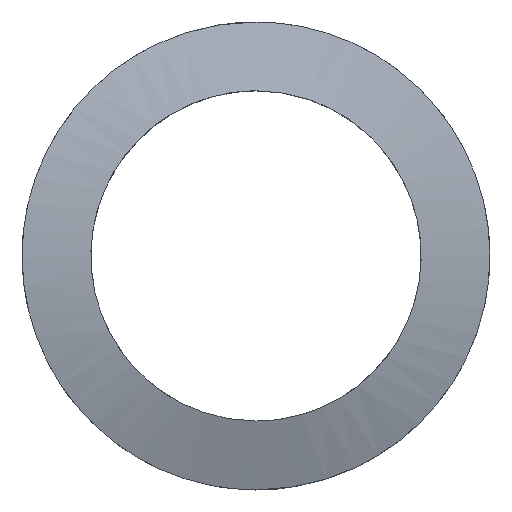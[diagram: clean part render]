
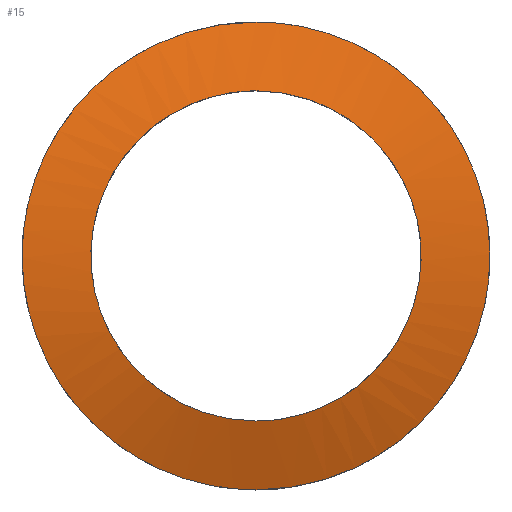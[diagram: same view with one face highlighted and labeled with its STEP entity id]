
A CAD part, top view. The second image highlights one B-rep face of the part: STEP entity #15.
In plain terms, the highlighted free-form (B-spline) face has degree [2, 1] with [5, 2] control points.
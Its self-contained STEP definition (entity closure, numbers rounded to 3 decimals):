
#15=ADVANCED_FACE('',(#23,#21),#94,.T.);
#21=FACE_BOUND('',#30,.T.);
#23=FACE_OUTER_BOUND('',#29,.T.);
#29=EDGE_LOOP('',(#37,#38));
#30=EDGE_LOOP('',(#39,#40));
#37=ORIENTED_EDGE('',*,*,#61,.T.);
#38=ORIENTED_EDGE('',*,*,#62,.T.);
#39=ORIENTED_EDGE('',*,*,#63,.T.);
#40=ORIENTED_EDGE('',*,*,#71,.T.);
#61=EDGE_CURVE('',#85,#86,#81,.T.);
#62=EDGE_CURVE('',#86,#85,#82,.T.);
#63=EDGE_CURVE('',#87,#92,#83,.T.);
#71=EDGE_CURVE('',#92,#87,#84,.T.);
#81=B_SPLINE_CURVE_WITH_KNOTS('',3,(#186,#187,#188,#189,#190,#191,#192,
#193,#194,#195,#196,#197,#198,#199,#200,#201,#202,#203,#204,#205,#206),
 .UNSPECIFIED.,.F.,.F.,(4,2,3,2,3,2,3,2,4),(0.,2.043,4.076,
6.109,8.149,10.188,12.221,14.254,
16.297),.UNSPECIFIED.);
#82=B_SPLINE_CURVE_WITH_KNOTS('',3,(#207,#208,#209,#210,#211,#212,#213,
#214,#215,#216,#217,#218,#219,#220,#221,#222,#223,#224,#225,#226,#227),
 .UNSPECIFIED.,.F.,.F.,(4,2,3,2,3,2,3,2,4),(0.,2.043,4.076,
6.109,8.149,10.188,12.221,14.254,
16.297),.UNSPECIFIED.);
#83=B_SPLINE_CURVE_WITH_KNOTS('',3,(#228,#229,#230,#231,#232,#233,#234,
#235,#236,#237,#238,#239,#240,#241,#242,#243,#244,#245,#246,#247,#248),
 .UNSPECIFIED.,.F.,.F.,(4,2,3,2,3,2,3,2,4),(0.,1.432,2.86,
4.289,5.72,7.151,8.58,10.008,
11.44),.UNSPECIFIED.);
#84=B_SPLINE_CURVE_WITH_KNOTS('',3,(#272,#273,#274,#275,#276,#277,#278,
#279,#280,#281,#282,#283,#284,#285,#286,#287,#288,#289,#290,#291,#292),
 .UNSPECIFIED.,.F.,.F.,(4,2,3,2,3,2,3,2,4),(11.44,12.872,
14.3,15.729,17.16,18.591,20.02,
21.448,22.88),.UNSPECIFIED.);
#85=VERTEX_POINT('',#178);
#86=VERTEX_POINT('',#179);
#87=VERTEX_POINT('',#180);
#92=VERTEX_POINT('',#185);
#94=(
BOUNDED_SURFACE()
B_SPLINE_SURFACE(2,1,((#127,#128),(#129,#130),(#131,#132),(#133,#134),(#135,
#136)),.UNSPECIFIED.,.F.,.F.,.F.)
B_SPLINE_SURFACE_WITH_KNOTS((3,2,3),(2,2),(-217.304,-200.811,
-184.317),(0.,42.897),.UNSPECIFIED.)
GEOMETRIC_REPRESENTATION_ITEM()
RATIONAL_B_SPLINE_SURFACE(((1.,1.),(0.707,0.707),
(1.,1.),(0.707,0.707),(1.,1.)))
REPRESENTATION_ITEM('')
SURFACE()
);
#127=CARTESIAN_POINT('',(-0.503,-11.5,1.05));
#128=CARTESIAN_POINT('',(-43.399,-11.5,1.05));
#129=CARTESIAN_POINT('',(-0.503,-11.5,11.05));
#130=CARTESIAN_POINT('',(-43.399,-11.5,11.05));
#131=CARTESIAN_POINT('',(-0.503,0.,11.05));
#132=CARTESIAN_POINT('',(-43.399,0.,11.05));
#133=CARTESIAN_POINT('',(-0.503,11.5,11.05));
#134=CARTESIAN_POINT('',(-43.399,11.5,11.05));
#135=CARTESIAN_POINT('',(-0.503,11.5,1.05));
#136=CARTESIAN_POINT('',(-43.399,11.5,1.05));
#178=CARTESIAN_POINT('',(-10.684,-5.1,10.013));
#179=CARTESIAN_POINT('',(-10.684,5.1,10.013));
#180=CARTESIAN_POINT('',(-10.684,3.6,10.547));
#185=CARTESIAN_POINT('',(-10.684,-3.6,10.547));
#186=CARTESIAN_POINT('',(-10.684,-5.1,10.013));
#187=CARTESIAN_POINT('',(-10.004,-5.1,10.013));
#188=CARTESIAN_POINT('',(-9.339,-4.965,10.073));
#189=CARTESIAN_POINT('',(-8.102,-4.449,10.275));
#190=CARTESIAN_POINT('',(-7.546,-4.074,10.411));
#191=CARTESIAN_POINT('',(-7.078,-3.606,10.546));
#192=CARTESIAN_POINT('',(-6.61,-3.138,10.68));
#193=CARTESIAN_POINT('',(-6.235,-2.582,10.81));
#194=CARTESIAN_POINT('',(-5.719,-1.345,10.996));
#195=CARTESIAN_POINT('',(-5.584,-0.678,11.05));
#196=CARTESIAN_POINT('',(-5.584,0.,11.05));
#197=CARTESIAN_POINT('',(-5.584,0.678,11.05));
#198=CARTESIAN_POINT('',(-5.719,1.345,10.996));
#199=CARTESIAN_POINT('',(-6.235,2.582,10.81));
#200=CARTESIAN_POINT('',(-6.61,3.138,10.68));
#201=CARTESIAN_POINT('',(-7.078,3.606,10.546));
#202=CARTESIAN_POINT('',(-7.546,4.074,10.411));
#203=CARTESIAN_POINT('',(-8.102,4.449,10.275));
#204=CARTESIAN_POINT('',(-9.339,4.965,10.073));
#205=CARTESIAN_POINT('',(-10.004,5.1,10.013));
#206=CARTESIAN_POINT('',(-10.684,5.1,10.013));
#207=CARTESIAN_POINT('',(-10.684,5.1,10.013));
#208=CARTESIAN_POINT('',(-11.364,5.1,10.013));
#209=CARTESIAN_POINT('',(-12.029,4.965,10.073));
#210=CARTESIAN_POINT('',(-13.265,4.449,10.275));
#211=CARTESIAN_POINT('',(-13.822,4.074,10.411));
#212=CARTESIAN_POINT('',(-14.29,3.606,10.546));
#213=CARTESIAN_POINT('',(-14.758,3.138,10.68));
#214=CARTESIAN_POINT('',(-15.133,2.582,10.81));
#215=CARTESIAN_POINT('',(-15.649,1.345,10.996));
#216=CARTESIAN_POINT('',(-15.784,0.678,11.05));
#217=CARTESIAN_POINT('',(-15.784,0.,11.05));
#218=CARTESIAN_POINT('',(-15.784,-0.678,11.05));
#219=CARTESIAN_POINT('',(-15.649,-1.345,10.996));
#220=CARTESIAN_POINT('',(-15.133,-2.582,10.81));
#221=CARTESIAN_POINT('',(-14.758,-3.138,10.68));
#222=CARTESIAN_POINT('',(-14.29,-3.606,10.546));
#223=CARTESIAN_POINT('',(-13.822,-4.074,10.411));
#224=CARTESIAN_POINT('',(-13.265,-4.449,10.275));
#225=CARTESIAN_POINT('',(-12.029,-4.965,10.073));
#226=CARTESIAN_POINT('',(-11.364,-5.1,10.013));
#227=CARTESIAN_POINT('',(-10.684,-5.1,10.013));
#228=CARTESIAN_POINT('',(-10.684,3.6,10.547));
#229=CARTESIAN_POINT('',(-10.208,3.6,10.547));
#230=CARTESIAN_POINT('',(-9.739,3.506,10.575));
#231=CARTESIAN_POINT('',(-8.866,3.143,10.671));
#232=CARTESIAN_POINT('',(-8.471,2.878,10.736));
#233=CARTESIAN_POINT('',(-8.138,2.546,10.802));
#234=CARTESIAN_POINT('',(-7.806,2.213,10.868));
#235=CARTESIAN_POINT('',(-7.541,1.818,10.932));
#236=CARTESIAN_POINT('',(-7.178,0.945,11.024));
#237=CARTESIAN_POINT('',(-7.084,0.476,11.05));
#238=CARTESIAN_POINT('',(-7.084,0.,11.05));
#239=CARTESIAN_POINT('',(-7.084,-0.476,11.05));
#240=CARTESIAN_POINT('',(-7.178,-0.945,11.024));
#241=CARTESIAN_POINT('',(-7.541,-1.818,10.932));
#242=CARTESIAN_POINT('',(-7.806,-2.213,10.868));
#243=CARTESIAN_POINT('',(-8.138,-2.546,10.802));
#244=CARTESIAN_POINT('',(-8.471,-2.878,10.736));
#245=CARTESIAN_POINT('',(-8.866,-3.143,10.671));
#246=CARTESIAN_POINT('',(-9.739,-3.506,10.575));
#247=CARTESIAN_POINT('',(-10.208,-3.6,10.547));
#248=CARTESIAN_POINT('',(-10.684,-3.6,10.547));
#272=CARTESIAN_POINT('',(-10.684,-3.6,10.547));
#273=CARTESIAN_POINT('',(-11.16,-3.6,10.547));
#274=CARTESIAN_POINT('',(-11.629,-3.506,10.575));
#275=CARTESIAN_POINT('',(-12.502,-3.143,10.671));
#276=CARTESIAN_POINT('',(-12.897,-2.878,10.736));
#277=CARTESIAN_POINT('',(-13.23,-2.546,10.802));
#278=CARTESIAN_POINT('',(-13.562,-2.213,10.868));
#279=CARTESIAN_POINT('',(-13.827,-1.818,10.932));
#280=CARTESIAN_POINT('',(-14.19,-0.945,11.024));
#281=CARTESIAN_POINT('',(-14.284,-0.476,11.05));
#282=CARTESIAN_POINT('',(-14.284,0.,11.05));
#283=CARTESIAN_POINT('',(-14.284,0.476,11.05));
#284=CARTESIAN_POINT('',(-14.19,0.945,11.024));
#285=CARTESIAN_POINT('',(-13.827,1.818,10.932));
#286=CARTESIAN_POINT('',(-13.562,2.213,10.868));
#287=CARTESIAN_POINT('',(-13.23,2.546,10.802));
#288=CARTESIAN_POINT('',(-12.897,2.878,10.736));
#289=CARTESIAN_POINT('',(-12.502,3.143,10.671));
#290=CARTESIAN_POINT('',(-11.629,3.506,10.575));
#291=CARTESIAN_POINT('',(-11.16,3.6,10.547));
#292=CARTESIAN_POINT('',(-10.684,3.6,10.547));
